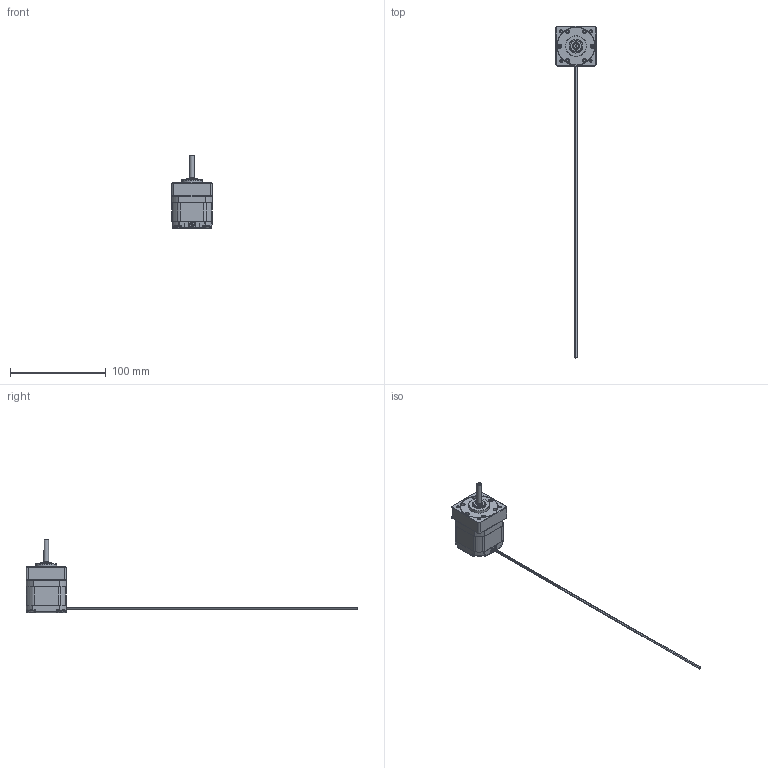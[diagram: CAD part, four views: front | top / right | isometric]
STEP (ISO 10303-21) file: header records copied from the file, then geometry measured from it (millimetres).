
FILE_DESCRIPTION(/* description */ (''),/* implementation_level */ '2;1');
FILE_NAME(/* name */ '4611110021363.stp',/* time_stamp */ '2021-05-18T12:48:46-07:00',/* author */ ('TKNguyen'),/* organization */ (''),/* preprocessor_version */ 'ST-DEVELOPER v17',/* originating_system */ 'Autodesk Inventor 2019',/* authorisation */ '');
FILE_SCHEMA (('AUTOMOTIVE_DESIGN { 1 0 10303 214 3 1 1 }'));
Products named in the file (76): 4611110021363; 4219121303960; 4613102800177 Solid; 4613102100921; 3698153000302; 3698153000379; 023-00048; 021-00282; 054-00028; 4294404001515; 141-00010; 035-00076; 4332401000729; 4332401000729-02 Housing; 4332401000729-09 Shaft; 4332401000729-04 Big bearing; 4332401000729-06 Small bearing; 4332401000729-05Shaft pinion gear; 4332401000729-11 RingPlate with holes; 038-00508; 4613108006688; 4332101206269; 005-00088; 4118 35mm thick; 4118 35mm thick_1; 4118 35mm thick_2; 4118 35mm thick_3; 4118 35mm thick_4; 4118 35mm thick_5; 4118 35mm thick_6; 4118 35mm thick_7; 4118 35mm thick_8; 4118 35mm thick_9; 4118 35mm thick_10; 4118 35mm thick_11; 4118 35mm thick_12; 4118 35mm thick_13; 4118 35mm thick_14; 4118 35mm thick_15; 4118 35mm thick_16 ...
Assembly tree (78 placements, depth 4):
  4611110021363
    4219121303960
    4613102800177 Solid
      4613102100921
      3698153000302
      3698153000379
    023-00048
      021-00282
      020-00001
    054-00028
    4294404001515  x2
    141-00010
    035-00076
    4332401000729
      4332401000729-02 Housing
      4332401000729-09 Shaft
      4332401000729-04 Big bearing
      4332401000729-06 Small bearing
      4332401000729-05Shaft pinion gear
      4332401000729-11 RingPlate with holes
    038-00508  x2
    4613108006688
      4332101206269
      005-00088
        4118 35mm thick
        4118 35mm thick_1
        4118 35mm thick_2
        4118 35mm thick_3
        4118 35mm thick_4
        4118 35mm thick_5
        4118 35mm thick_6
        4118 35mm thick_7
        4118 35mm thick_8
        4118 35mm thick_9
        4118 35mm thick_10
        4118 35mm thick_11
        4118 35mm thick_12
        4118 35mm thick_13
        4118 35mm thick_14
        4118 35mm thick_15
        4118 35mm thick_16
        4118 35mm thick_17
        4118 35mm thick_18
        4118 35mm thick_19
        4118 35mm thick_20
        4118 35mm thick_21
        4118 35mm thick_22
        4118 35mm thick_23
        4118 35mm thick_24
      002-00101
      005-00088_1
        4118 35mm thick_25
        4118 35mm thick_26
        4118 35mm thick_27
        4118 35mm thick_28
        4118 35mm thick_29
        4118 35mm thick_30
        4118 35mm thick_31
        4118 35mm thick_32
        4118 35mm thick_33
Bounding box: 42.16 x 347.47 x 77.14 mm (x, y, z)
Volume: 53162.1 mm3; surface area: 97884.1 mm2
Topology: 75 solids, 75 shells, 2281 faces, 6065 edges, 3969 vertices
Faces by surface type: cylinder 1065, plane 991, cone 119, torus 50, sphere 34, bspline 22
Full cylindrical faces by diameter (mm): 0.965 x4, 1 x1, 1.25 x2, 1.524 x16, 2 x250, 2.2 x6, 2.21 x8, 2.464 x2, 2.5 x4, 2.997 x4, 3 x3, 3.302 x6, 3.404 x4, 3.498 x1, 3.5 x2, 4 x6, 4.793 x2, 4.994 x1, 4.996 x2, 5.001 x2, 5.5 x2, 5.512 x2, 6.3 x1, 6.318 x1, 6.477 x1, 6.518 x50, 6.6 x1, 6.985 x1, 7 x4, 7.81 x4
Entity records: 74544 total; most frequent: DIRECTION 13317, CARTESIAN_POINT 12819, ORIENTED_EDGE 11726, EDGE_CURVE 5863, AXIS2_PLACEMENT_3D 5207, VERTEX_POINT 3855, EDGE_LOOP 2942, LINE 2903
